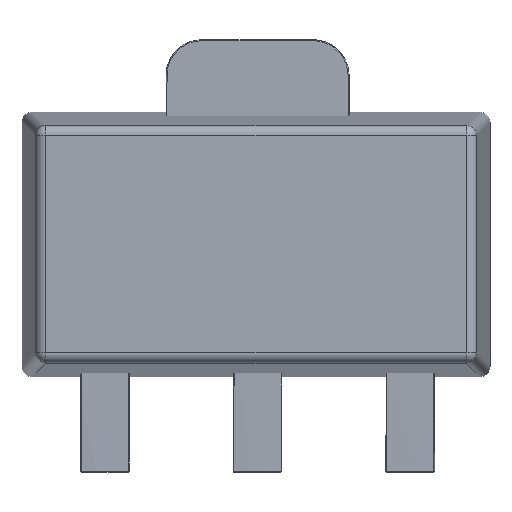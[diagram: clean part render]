
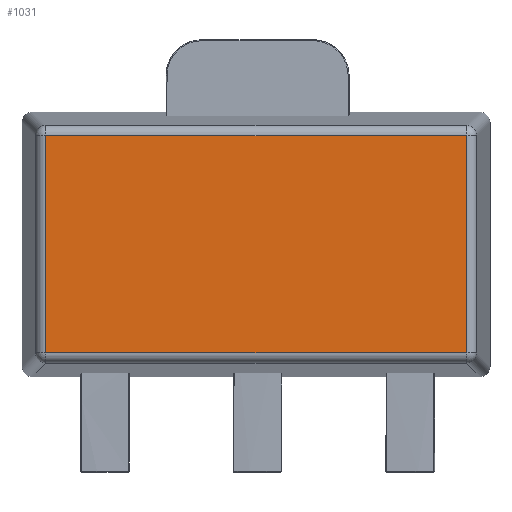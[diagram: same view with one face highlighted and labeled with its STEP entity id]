
A CAD part, top view. The second image highlights one B-rep face of the part: STEP entity #1031.
In plain terms, the highlighted planar face has unit normal (0, 0, 1).
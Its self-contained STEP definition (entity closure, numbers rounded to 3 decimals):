
#817 = EDGE_CURVE ( 'NONE', #973, #837, #1692, .T. ) ;
#818 = ORIENTED_EDGE ( 'NONE', *, *, #819, .F. ) ;
#819 = EDGE_CURVE ( 'NONE', #820, #973, #1688, .T. ) ;
#820 = VERTEX_POINT ( 'NONE', #1684 ) ;
#821 = ORIENTED_EDGE ( 'NONE', *, *, #822, .F. ) ;
#822 = EDGE_CURVE ( 'NONE', #976, #820, #1683, .T. ) ;
#823 = ORIENTED_EDGE ( 'NONE', *, *, #824, .F. ) ;
#824 = EDGE_CURVE ( 'NONE', #837, #976, #1679, .T. ) ;
#837 = VERTEX_POINT ( 'NONE', #1644 ) ;
#973 = VERTEX_POINT ( 'NONE', #2323 ) ;
#976 = VERTEX_POINT ( 'NONE', #2324 ) ;
#1031 = ADVANCED_FACE ( 'NONE', ( #2213 ), #2212, .T. ) ;
#1032 = EDGE_LOOP ( 'NONE', ( #1033, #818, #821, #823 ) ) ;
#1033 = ORIENTED_EDGE ( 'NONE', *, *, #817, .F. ) ;
#1644 = CARTESIAN_POINT ( 'NONE',  ( -2.768, 0.632, 1.6 ) ) ;
#1676 = DIRECTION ( 'NONE',  ( 0., 1., 0. ) ) ;
#1677 = VECTOR ( 'NONE', #1676, 1000. ) ;
#1678 = CARTESIAN_POINT ( 'NONE',  ( -2.768, 1.05, 1.6 ) ) ;
#1679 = LINE ( 'NONE', #1678, #1677 ) ;
#1680 = DIRECTION ( 'NONE',  ( 1., 0., 0. ) ) ;
#1681 = VECTOR ( 'NONE', #1680, 1000. ) ;
#1682 = CARTESIAN_POINT ( 'NONE',  ( -1.85, 2.768, 1.6 ) ) ;
#1683 = LINE ( 'NONE', #1682, #1681 ) ;
#1684 = CARTESIAN_POINT ( 'NONE',  ( 1.368, 2.768, 1.6 ) ) ;
#1685 = DIRECTION ( 'NONE',  ( 0., -1., 0. ) ) ;
#1686 = VECTOR ( 'NONE', #1685, 1000. ) ;
#1687 = CARTESIAN_POINT ( 'NONE',  ( 1.368, 2.35, 1.6 ) ) ;
#1688 = LINE ( 'NONE', #1687, #1686 ) ;
#1689 = DIRECTION ( 'NONE',  ( -1., 0., 0. ) ) ;
#1690 = VECTOR ( 'NONE', #1689, 1000. ) ;
#1691 = CARTESIAN_POINT ( 'NONE',  ( 0.45, 0.632, 1.6 ) ) ;
#1692 = LINE ( 'NONE', #1691, #1690 ) ;
#2207 = DIRECTION ( 'NONE',  ( 1., 0., 0. ) ) ;
#2208 = DIRECTION ( 'NONE',  ( 0., 0., 1. ) ) ;
#2209 = CARTESIAN_POINT ( 'NONE',  ( -0.7, 1.7, 1.6 ) ) ;
#2211 = AXIS2_PLACEMENT_3D ( 'NONE', #2209, #2208, #2207 ) ;
#2212 = PLANE ( 'NONE',  #2211 ) ;
#2213 = FACE_OUTER_BOUND ( 'NONE', #1032, .T. ) ;
#2323 = CARTESIAN_POINT ( 'NONE',  ( 1.368, 0.632, 1.6 ) ) ;
#2324 = CARTESIAN_POINT ( 'NONE',  ( -2.768, 2.768, 1.6 ) ) ;
